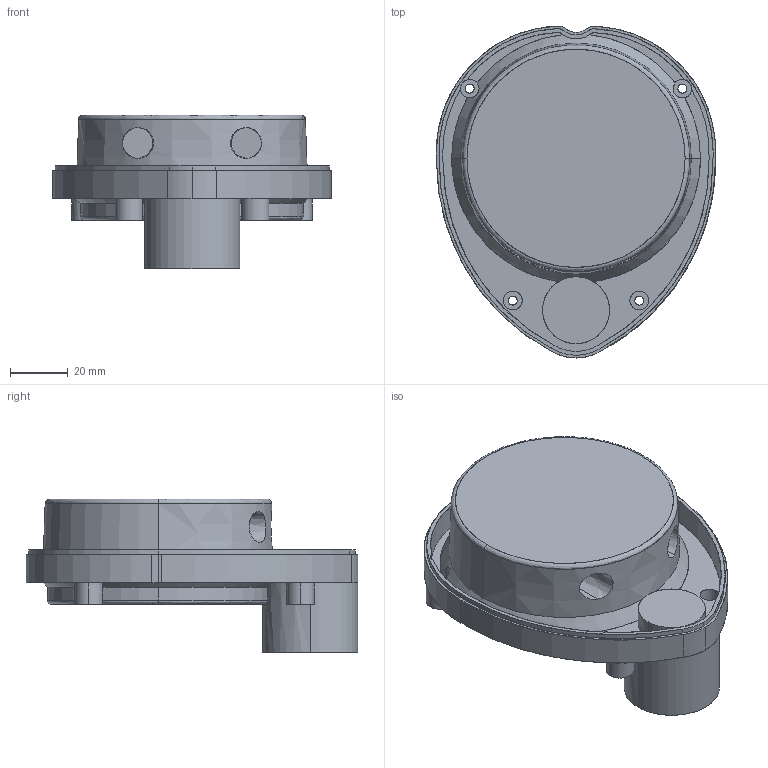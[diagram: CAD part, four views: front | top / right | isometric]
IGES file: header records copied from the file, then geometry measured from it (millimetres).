
Start section: SolidWorks IGES file using analytic representation for surfaces
Global section: file name: xv-11_lidar.IGS; native system: SolidWorks 2011; preprocessor: SolidWorks 2011; author: Alex Volkov; date: 110530.164903; units: centimetre
Bounding box: 96.83 x 115.02 x 53.25 mm (x, y, z)
Surface area: 36269.1 mm2 (no closed solid volume)
Topology: 0 solids, 0 shells, 127 faces, 2593 edges, 2593 vertices
Faces by surface type: revolution 96, bspline 31
